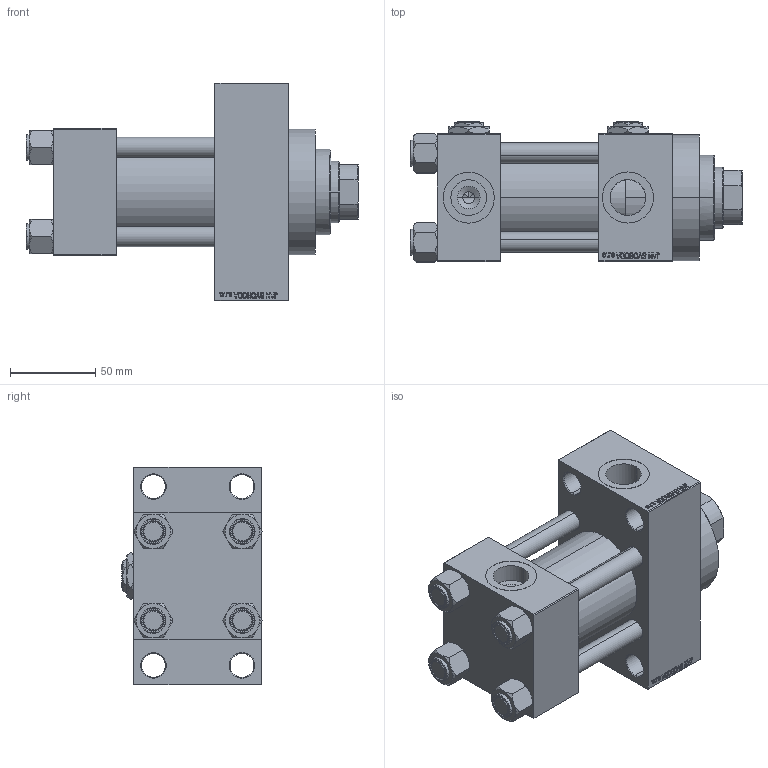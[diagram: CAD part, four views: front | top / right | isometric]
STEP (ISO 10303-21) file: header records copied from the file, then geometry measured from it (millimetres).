
FILE_DESCRIPTION (( 'STEP AP203' ), '1' );
FILE_NAME ('e1c7.STEP', '2022-04-16T11:59:59', ( '' ), ( '' ), 'SwSTEP 2.0', 'SolidWorks 2019', '' );
FILE_SCHEMA (( 'CONFIG_CONTROL_DESIGN' ));
Length unit declared in the file: millimetre
Products named in the file (7): Zatka_pro_OIL_PORT bf6bd1a38bc80723d2ad49e06c46015b; e1c7; V215CR_VCP_D bf6bd1a38bc80723d2ad49e06c46015b; V215_VC_A bf6bd1a38bc80723d2ad49e06c46015b; V215CR_D_Body bf6bd1a38bc80723d2ad49e06c46015b; NUT_M5_D bf6bd1a38bc80723d2ad49e06c46015b; V215CR_D_TYCINKA bf6bd1a38bc80723d2ad49e06c46015b
Assembly tree (13 placements, depth 2):
  e1c7
    V215CR_D_Body bf6bd1a38bc80723d2ad49e06c46015b
    V215CR_VCP_D bf6bd1a38bc80723d2ad49e06c46015b
    NUT_M5_D bf6bd1a38bc80723d2ad49e06c46015b  x4
    V215CR_D_TYCINKA bf6bd1a38bc80723d2ad49e06c46015b  x4
    V215_VC_A bf6bd1a38bc80723d2ad49e06c46015b
    Zatka_pro_OIL_PORT bf6bd1a38bc80723d2ad49e06c46015b  x2
Bounding box: 195 x 82.27 x 128 mm (x, y, z)
Volume: 812686.6 mm3; surface area: 179713.3 mm2
Topology: 13 solids, 13 shells, 1214 faces, 3010 edges, 1938 vertices
Faces by surface type: plane 549, bspline 368, cone 186, cylinder 103, torus 8
Entity records: 49595 total; most frequent: CARTESIAN_POINT 25779, ORIENTED_EDGE 5320, DIRECTION 3508, EDGE_CURVE 2660, VERTEX_POINT 1736, VECTOR 1558, LINE 1558, EDGE_LOOP 1190
